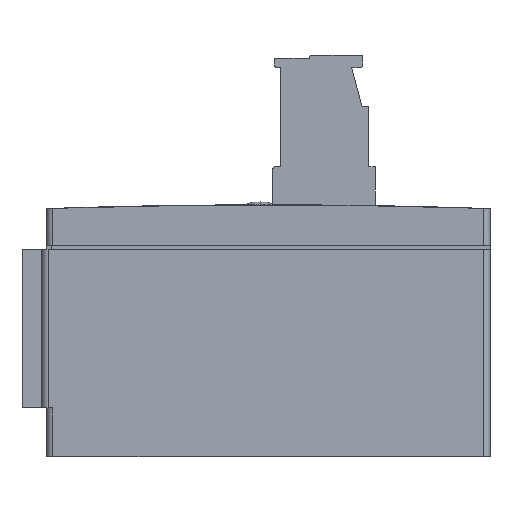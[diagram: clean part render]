
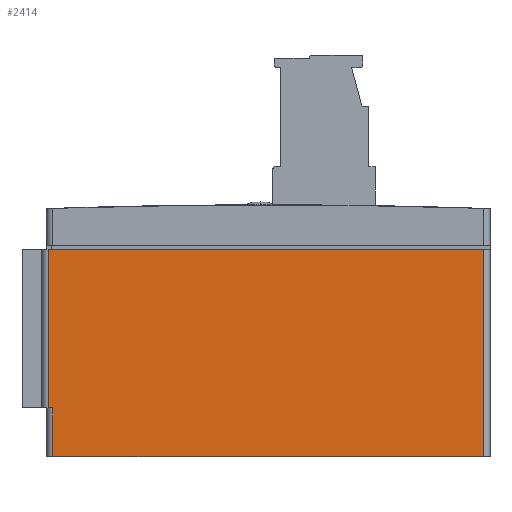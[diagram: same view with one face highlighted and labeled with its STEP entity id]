
A CAD part, left-side view. The second image highlights one B-rep face of the part: STEP entity #2414.
In plain terms, the highlighted planar face has unit normal (-1, 0, 0).
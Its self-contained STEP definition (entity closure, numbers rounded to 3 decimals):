
#2414=ADVANCED_FACE('',(#5236),#5237,.T.);
#5236=FACE_OUTER_BOUND('',#8342,.T.);
#5237=PLANE('',#8343);
#8342=EDGE_LOOP('',(#16646,#16647,#16648,#16649,#16650,#16651));
#8343=AXIS2_PLACEMENT_3D('',#16652,#16653,#16654);
#16646=ORIENTED_EDGE('',*,*,#20447,.T.);
#16647=ORIENTED_EDGE('',*,*,#20448,.T.);
#16648=ORIENTED_EDGE('',*,*,#20449,.T.);
#16649=ORIENTED_EDGE('',*,*,#20443,.F.);
#16650=ORIENTED_EDGE('',*,*,#20377,.F.);
#16651=ORIENTED_EDGE('',*,*,#20450,.T.);
#16652=CARTESIAN_POINT('',(0.0,27.6,25.5));
#16653=DIRECTION('',(-1.0,0.0,0.0));
#16654=DIRECTION('',(0.0,1.0,0.0));
#20377=EDGE_CURVE('',#24251,#24253,#24254,.T.);
#20443=EDGE_CURVE('',#24253,#24358,#24359,.T.);
#20447=EDGE_CURVE('',#24364,#24365,#24366,.T.);
#20448=EDGE_CURVE('',#24365,#24367,#24368,.T.);
#20449=EDGE_CURVE('',#24367,#24358,#24369,.T.);
#20450=EDGE_CURVE('',#24251,#24364,#24370,.T.);
#24251=VERTEX_POINT('',#30101);
#24253=VERTEX_POINT('',#30103);
#24254=LINE('',#30104,#30105);
#24358=VERTEX_POINT('',#30249);
#24359=LINE('',#30250,#30251);
#24364=VERTEX_POINT('',#30257);
#24365=VERTEX_POINT('',#30258);
#24366=LINE('',#30259,#30260);
#24367=VERTEX_POINT('',#30261);
#24368=LINE('',#30262,#30263);
#24369=LINE('',#30264,#30265);
#24370=LINE('',#30266,#30267);
#30101=CARTESIAN_POINT('',(0.0,54.4,25.5));
#30103=CARTESIAN_POINT('',(0.0,0.8,25.5));
#30104=CARTESIAN_POINT('',(0.0,54.4,25.5));
#30105=VECTOR('',#33914,1.0);
#30249=CARTESIAN_POINT('',(0.0,0.8,0.0));
#30250=CARTESIAN_POINT('',(0.0,0.8,25.5));
#30251=VECTOR('',#33988,1.0);
#30257=CARTESIAN_POINT('',(0.0,54.4,6.0));
#30258=CARTESIAN_POINT('',(0.0,53.8,6.0));
#30259=CARTESIAN_POINT('',(0.0,54.4,6.0));
#30260=VECTOR('',#33993,1.0);
#30261=CARTESIAN_POINT('',(0.0,53.8,0.0));
#30262=CARTESIAN_POINT('',(0.0,53.8,6.0));
#30263=VECTOR('',#33994,1.0);
#30264=CARTESIAN_POINT('',(0.0,53.8,0.0));
#30265=VECTOR('',#33995,1.0);
#30266=CARTESIAN_POINT('',(0.0,54.4,25.5));
#30267=VECTOR('',#33996,1.0);
#33914=DIRECTION('',(0.0,-1.0,0.0));
#33988=DIRECTION('',(0.0,0.0,-1.0));
#33993=DIRECTION('',(0.0,-1.0,0.0));
#33994=DIRECTION('',(0.0,0.0,-1.0));
#33995=DIRECTION('',(0.0,-1.0,0.0));
#33996=DIRECTION('',(0.0,0.0,-1.0));
